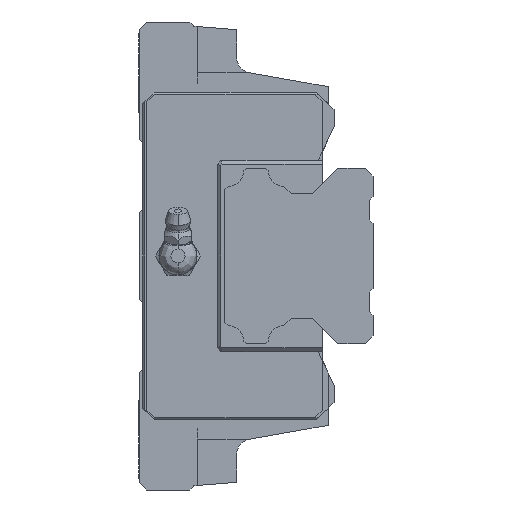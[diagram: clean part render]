
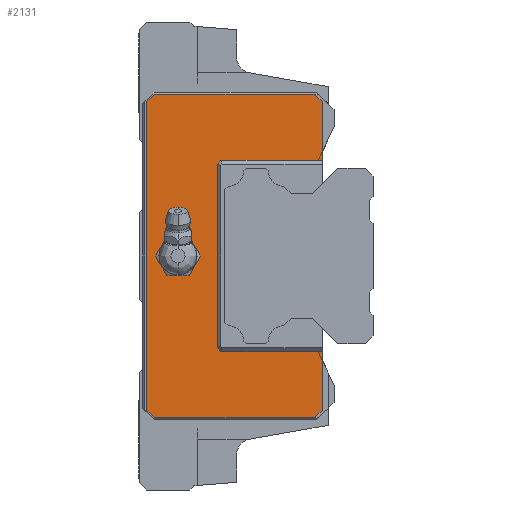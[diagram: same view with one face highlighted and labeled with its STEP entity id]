
A CAD part, left-side view. The second image highlights one B-rep face of the part: STEP entity #2131.
In plain terms, the highlighted planar face has unit normal (-1, 0, 0).
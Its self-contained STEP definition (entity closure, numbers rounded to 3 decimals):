
#80 = CARTESIAN_POINT ( 'NONE',  ( 194.5, 58., -39.5 ) ) ;
#184 = FACE_BOUND ( 'NONE', #7327, .T. ) ;
#337 = DIRECTION ( 'NONE',  ( 0., 0.707, -0.707 ) ) ;
#341 = CARTESIAN_POINT ( 'NONE',  ( 194.5, 10., 41.5 ) ) ;
#363 = DIRECTION ( 'NONE',  ( 0., 0., 1. ) ) ;
#389 = CIRCLE ( 'NONE', #4610, 4.864 ) ;
#538 = VECTOR ( 'NONE', #9506, 1000. ) ;
#623 = EDGE_CURVE ( 'NONE', #6553, #9876, #9278, .T. ) ;
#633 = VECTOR ( 'NONE', #9292, 1000. ) ;
#687 = VERTEX_POINT ( 'NONE', #6588 ) ;
#703 = ORIENTED_EDGE ( 'NONE', *, *, #4338, .F. ) ;
#708 = VECTOR ( 'NONE', #337, 1000. ) ;
#746 = CARTESIAN_POINT ( 'NONE',  ( 194.5, 13., -24.5 ) ) ;
#878 = ORIENTED_EDGE ( 'NONE', *, *, #8591, .F. ) ;
#884 = ORIENTED_EDGE ( 'NONE', *, *, #4716, .F. ) ;
#988 = CARTESIAN_POINT ( 'NONE',  ( 194.5, 50., 0. ) ) ;
#1128 = CARTESIAN_POINT ( 'NONE',  ( 194.5, 13., -39.5 ) ) ;
#1181 = ORIENTED_EDGE ( 'NONE', *, *, #7126, .F. ) ;
#1297 = CARTESIAN_POINT ( 'NONE',  ( 194.5, 13., 24.5 ) ) ;
#1319 = DIRECTION ( 'NONE',  ( 0., 0., -1. ) ) ;
#1396 = CARTESIAN_POINT ( 'NONE',  ( 194.5, 50., 0. ) ) ;
#1445 = VERTEX_POINT ( 'NONE', #1297 ) ;
#1514 = DIRECTION ( 'NONE',  ( 0., 1., 0. ) ) ;
#1546 = EDGE_LOOP ( 'NONE', ( #5090, #6167, #1181, #2031, #5498, #5151, #703, #3011, #9645, #9098, #8142, #884, #9652, #2019 ) ) ;
#1573 = CARTESIAN_POINT ( 'NONE',  ( 194.5, 13., 39.5 ) ) ;
#1687 = VECTOR ( 'NONE', #8541, 1000. ) ;
#1714 = CARTESIAN_POINT ( 'NONE',  ( 194.5, 58., 39.5 ) ) ;
#1735 = CARTESIAN_POINT ( 'NONE',  ( 194.5, 13., 39.5 ) ) ;
#1856 = CARTESIAN_POINT ( 'NONE',  ( 194.5, 10., -41.5 ) ) ;
#1902 = LINE ( 'NONE', #1856, #9847 ) ;
#2019 = ORIENTED_EDGE ( 'NONE', *, *, #623, .F. ) ;
#2031 = ORIENTED_EDGE ( 'NONE', *, *, #2214, .F. ) ;
#2113 = VERTEX_POINT ( 'NONE', #9807 ) ;
#2131 = ADVANCED_FACE ( 'NONE', ( #3569, #184 ), #7494, .F. ) ;
#2214 = EDGE_CURVE ( 'NONE', #1445, #7959, #8495, .T. ) ;
#2230 = CARTESIAN_POINT ( 'NONE',  ( 194.5, 58., 0. ) ) ;
#2244 = VECTOR ( 'NONE', #3352, 1000. ) ;
#2245 = CARTESIAN_POINT ( 'NONE',  ( 194.5, 40., 23.5 ) ) ;
#2279 = DIRECTION ( 'NONE',  ( 0., 0., -1. ) ) ;
#2366 = VECTOR ( 'NONE', #1514, 1000. ) ;
#2506 = VERTEX_POINT ( 'NONE', #3567 ) ;
#2551 = VECTOR ( 'NONE', #7205, 1000. ) ;
#2569 = CARTESIAN_POINT ( 'NONE',  ( 194.5, 56., -41.5 ) ) ;
#2820 = VECTOR ( 'NONE', #7085, 1000. ) ;
#2870 = DIRECTION ( 'NONE',  ( 0., 0., -1. ) ) ;
#2943 = CIRCLE ( 'NONE', #5684, 4.864 ) ;
#2947 = VERTEX_POINT ( 'NONE', #2245 ) ;
#2952 = VERTEX_POINT ( 'NONE', #3723 ) ;
#3011 = ORIENTED_EDGE ( 'NONE', *, *, #9042, .F. ) ;
#3176 = CARTESIAN_POINT ( 'NONE',  ( 194.5, 39., -24.5 ) ) ;
#3352 = DIRECTION ( 'NONE',  ( 0., -0.707, -0.707 ) ) ;
#3567 = CARTESIAN_POINT ( 'NONE',  ( 194.5, 50., -4.864 ) ) ;
#3569 = FACE_OUTER_BOUND ( 'NONE', #1546, .T. ) ;
#3634 = LINE ( 'NONE', #1128, #708 ) ;
#3723 = CARTESIAN_POINT ( 'NONE',  ( 194.5, 13., -39.5 ) ) ;
#3940 = DIRECTION ( 'NONE',  ( 0., -1., 0. ) ) ;
#4338 = EDGE_CURVE ( 'NONE', #9494, #2113, #9159, .T. ) ;
#4394 = LINE ( 'NONE', #2569, #538 ) ;
#4610 = AXIS2_PLACEMENT_3D ( 'NONE', #988, #7846, #6374 ) ;
#4617 = VERTEX_POINT ( 'NONE', #9464 ) ;
#4649 = LINE ( 'NONE', #6017, #8738 ) ;
#4698 = CARTESIAN_POINT ( 'NONE',  ( 194.5, 15., -41.5 ) ) ;
#4716 = EDGE_CURVE ( 'NONE', #2952, #7248, #3634, .T. ) ;
#4914 = VERTEX_POINT ( 'NONE', #80 ) ;
#4919 = DIRECTION ( 'NONE',  ( 0., 1., 0. ) ) ;
#5090 = ORIENTED_EDGE ( 'NONE', *, *, #5167, .F. ) ;
#5151 = ORIENTED_EDGE ( 'NONE', *, *, #6815, .F. ) ;
#5167 = EDGE_CURVE ( 'NONE', #5209, #6553, #6715, .T. ) ;
#5209 = VERTEX_POINT ( 'NONE', #5511 ) ;
#5269 = VECTOR ( 'NONE', #2279, 1000. ) ;
#5327 = CARTESIAN_POINT ( 'NONE',  ( 194.5, 39., 24.5 ) ) ;
#5498 = ORIENTED_EDGE ( 'NONE', *, *, #9141, .F. ) ;
#5511 = CARTESIAN_POINT ( 'NONE',  ( 194.5, 40., -23.5 ) ) ;
#5516 = EDGE_CURVE ( 'NONE', #9876, #2952, #9518, .T. ) ;
#5684 = AXIS2_PLACEMENT_3D ( 'NONE', #1396, #6749, #363 ) ;
#5751 = CARTESIAN_POINT ( 'NONE',  ( 194.5, 13., 39.5 ) ) ;
#6017 = CARTESIAN_POINT ( 'NONE',  ( 194.5, 40., 23.5 ) ) ;
#6042 = DIRECTION ( 'NONE',  ( 0., 0.707, -0.707 ) ) ;
#6098 = CARTESIAN_POINT ( 'NONE',  ( 194.5, 56., 41.5 ) ) ;
#6167 = ORIENTED_EDGE ( 'NONE', *, *, #7048, .F. ) ;
#6374 = DIRECTION ( 'NONE',  ( 0., 0., 1. ) ) ;
#6553 = VERTEX_POINT ( 'NONE', #7270 ) ;
#6588 = CARTESIAN_POINT ( 'NONE',  ( 194.5, 50., 4.864 ) ) ;
#6631 = VECTOR ( 'NONE', #7590, 1000. ) ;
#6641 = EDGE_CURVE ( 'NONE', #7248, #4617, #1902, .T. ) ;
#6715 = LINE ( 'NONE', #3176, #1687 ) ;
#6749 = DIRECTION ( 'NONE',  ( -1., 0., 0. ) ) ;
#6815 = EDGE_CURVE ( 'NONE', #2113, #7425, #7150, .T. ) ;
#6836 = CARTESIAN_POINT ( 'NONE',  ( 194.5, 10., 0. ) ) ;
#7024 = ORIENTED_EDGE ( 'NONE', *, *, #9599, .F. ) ;
#7048 = EDGE_CURVE ( 'NONE', #2947, #5209, #9095, .T. ) ;
#7085 = DIRECTION ( 'NONE',  ( 0., -0.707, 0.707 ) ) ;
#7126 = EDGE_CURVE ( 'NONE', #7959, #2947, #4649, .T. ) ;
#7138 = AXIS2_PLACEMENT_3D ( 'NONE', #6836, #9115, #2870 ) ;
#7150 = LINE ( 'NONE', #7835, #2244 ) ;
#7205 = DIRECTION ( 'NONE',  ( 0., -1., 0. ) ) ;
#7248 = VERTEX_POINT ( 'NONE', #4698 ) ;
#7270 = CARTESIAN_POINT ( 'NONE',  ( 194.5, 39., -24.5 ) ) ;
#7327 = EDGE_LOOP ( 'NONE', ( #878, #7024 ) ) ;
#7425 = VERTEX_POINT ( 'NONE', #5751 ) ;
#7494 = PLANE ( 'NONE',  #7138 ) ;
#7590 = DIRECTION ( 'NONE',  ( 0., 0., 1. ) ) ;
#7749 = CARTESIAN_POINT ( 'NONE',  ( 194.5, 13., -24.5 ) ) ;
#7835 = CARTESIAN_POINT ( 'NONE',  ( 194.5, 15., 41.5 ) ) ;
#7846 = DIRECTION ( 'NONE',  ( -1., 0., 0. ) ) ;
#7959 = VERTEX_POINT ( 'NONE', #9332 ) ;
#8142 = ORIENTED_EDGE ( 'NONE', *, *, #6641, .F. ) ;
#8262 = VECTOR ( 'NONE', #1319, 1000. ) ;
#8289 = EDGE_CURVE ( 'NONE', #4617, #4914, #4394, .T. ) ;
#8398 = CARTESIAN_POINT ( 'NONE',  ( 194.5, 58., 39.5 ) ) ;
#8454 = LINE ( 'NONE', #2230, #6631 ) ;
#8495 = LINE ( 'NONE', #5327, #2366 ) ;
#8541 = DIRECTION ( 'NONE',  ( 0., -0.707, -0.707 ) ) ;
#8581 = LINE ( 'NONE', #1714, #2820 ) ;
#8591 = EDGE_CURVE ( 'NONE', #687, #2506, #2943, .T. ) ;
#8738 = VECTOR ( 'NONE', #6042, 1000. ) ;
#9042 = EDGE_CURVE ( 'NONE', #9484, #9494, #8581, .T. ) ;
#9095 = LINE ( 'NONE', #9814, #8262 ) ;
#9098 = ORIENTED_EDGE ( 'NONE', *, *, #8289, .F. ) ;
#9115 = DIRECTION ( 'NONE',  ( 1., 0., 0. ) ) ;
#9141 = EDGE_CURVE ( 'NONE', #7425, #1445, #9811, .T. ) ;
#9159 = LINE ( 'NONE', #341, #2551 ) ;
#9278 = LINE ( 'NONE', #7749, #9406 ) ;
#9292 = DIRECTION ( 'NONE',  ( 0., 0., -1. ) ) ;
#9332 = CARTESIAN_POINT ( 'NONE',  ( 194.5, 39., 24.5 ) ) ;
#9406 = VECTOR ( 'NONE', #3940, 1000. ) ;
#9453 = EDGE_CURVE ( 'NONE', #4914, #9484, #8454, .T. ) ;
#9464 = CARTESIAN_POINT ( 'NONE',  ( 194.5, 56., -41.5 ) ) ;
#9484 = VERTEX_POINT ( 'NONE', #8398 ) ;
#9494 = VERTEX_POINT ( 'NONE', #6098 ) ;
#9506 = DIRECTION ( 'NONE',  ( 0., 0.707, 0.707 ) ) ;
#9518 = LINE ( 'NONE', #1573, #5269 ) ;
#9599 = EDGE_CURVE ( 'NONE', #2506, #687, #389, .T. ) ;
#9645 = ORIENTED_EDGE ( 'NONE', *, *, #9453, .F. ) ;
#9652 = ORIENTED_EDGE ( 'NONE', *, *, #5516, .F. ) ;
#9807 = CARTESIAN_POINT ( 'NONE',  ( 194.5, 15., 41.5 ) ) ;
#9811 = LINE ( 'NONE', #1735, #633 ) ;
#9814 = CARTESIAN_POINT ( 'NONE',  ( 194.5, 40., -23.5 ) ) ;
#9847 = VECTOR ( 'NONE', #4919, 1000. ) ;
#9876 = VERTEX_POINT ( 'NONE', #746 ) ;
